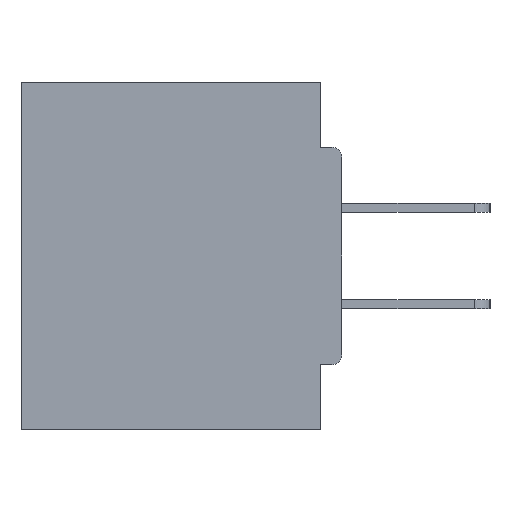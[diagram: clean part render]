
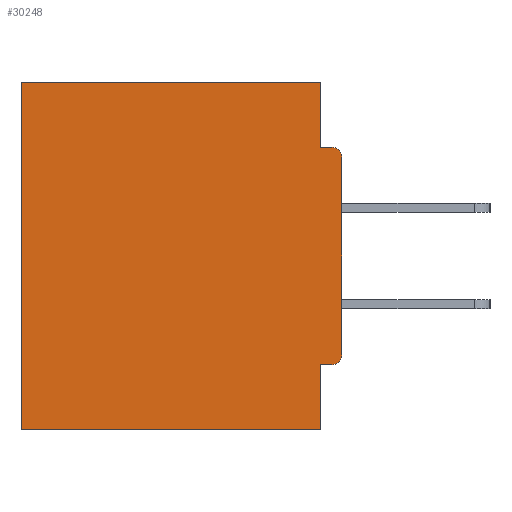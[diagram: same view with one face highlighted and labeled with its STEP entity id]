
A CAD part, left-side view. The second image highlights one B-rep face of the part: STEP entity #30248.
In plain terms, the highlighted planar face has unit normal (-1, 0, 0).
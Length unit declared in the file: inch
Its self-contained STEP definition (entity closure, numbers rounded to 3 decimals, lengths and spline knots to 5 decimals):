
#610 = CARTESIAN_POINT ( 'NONE',  ( 0.298, 0., 0. ) ) ;
#760 = VERTEX_POINT ( 'NONE', #27744 ) ;
#995 = DIRECTION ( 'NONE',  ( 0., 0., -1. ) ) ;
#1084 = DIRECTION ( 'NONE',  ( 0., 1., 0. ) ) ;
#1293 = CARTESIAN_POINT ( 'NONE',  ( 0.298, 0.031, -0.0935 ) ) ;
#1730 = DIRECTION ( 'NONE',  ( 0., 1., 0. ) ) ;
#3811 = VERTEX_POINT ( 'NONE', #26300 ) ;
#3922 = LINE ( 'NONE', #5935, #26787 ) ;
#4629 = CARTESIAN_POINT ( 'NONE',  ( 0.298, 0.015, -0.0935 ) ) ;
#5190 = CIRCLE ( 'NONE', #9710, 0.015 ) ;
#5371 = DIRECTION ( 'NONE',  ( -1., 0., 0. ) ) ;
#5935 = CARTESIAN_POINT ( 'NONE',  ( 0.298, 0., -0.4065 ) ) ;
#8220 = EDGE_LOOP ( 'NONE', ( #20130, #11630, #19366, #19549, #29273, #23184, #24306, #27499, #20512, #21048 ) ) ;
#9148 = VERTEX_POINT ( 'NONE', #10955 ) ;
#9243 = VERTEX_POINT ( 'NONE', #28030 ) ;
#9452 = EDGE_CURVE ( 'NONE', #3811, #29378, #13237, .T. ) ;
#9699 = AXIS2_PLACEMENT_3D ( 'NONE', #610, #10636, #25132 ) ;
#9700 = EDGE_CURVE ( 'NONE', #25306, #9243, #28876, .T. ) ;
#9710 = AXIS2_PLACEMENT_3D ( 'NONE', #26971, #5371, #24847 ) ;
#9859 = VECTOR ( 'NONE', #22734, 39.37008 ) ;
#10067 = EDGE_CURVE ( 'NONE', #25306, #3811, #3922, .T. ) ;
#10424 = PLANE ( 'NONE',  #9699 ) ;
#10535 = VECTOR ( 'NONE', #995, 39.37008 ) ;
#10609 = EDGE_CURVE ( 'NONE', #760, #15604, #17642, .T. ) ;
#10636 = DIRECTION ( 'NONE',  ( 1., 0., 0. ) ) ;
#10955 = CARTESIAN_POINT ( 'NONE',  ( 0.298, 0.46, 0. ) ) ;
#11240 = CARTESIAN_POINT ( 'NONE',  ( 0.298, 0.015, -0.4065 ) ) ;
#11630 = ORIENTED_EDGE ( 'NONE', *, *, #26818, .F. ) ;
#11960 = VERTEX_POINT ( 'NONE', #23719 ) ;
#12159 = EDGE_CURVE ( 'NONE', #29378, #17791, #21318, .T. ) ;
#13136 = VECTOR ( 'NONE', #14794, 39.37008 ) ;
#13237 = LINE ( 'NONE', #20338, #10535 ) ;
#13476 = EDGE_CURVE ( 'NONE', #11960, #9243, #20139, .T. ) ;
#14276 = EDGE_CURVE ( 'NONE', #760, #9148, #14359, .T. ) ;
#14359 = LINE ( 'NONE', #28633, #17418 ) ;
#14590 = CARTESIAN_POINT ( 'NONE',  ( 0.298, 0., -0.0935 ) ) ;
#14794 = DIRECTION ( 'NONE',  ( 0., -1., 0. ) ) ;
#15604 = VERTEX_POINT ( 'NONE', #1293 ) ;
#16300 = EDGE_CURVE ( 'NONE', #11960, #27611, #5190, .T. ) ;
#16686 = VECTOR ( 'NONE', #23356, 39.37008 ) ;
#17418 = VECTOR ( 'NONE', #1730, 39.37008 ) ;
#17639 = CARTESIAN_POINT ( 'NONE',  ( 0.298, 0., 0. ) ) ;
#17642 = LINE ( 'NONE', #22643, #21052 ) ;
#17791 = VERTEX_POINT ( 'NONE', #20434 ) ;
#18586 = CARTESIAN_POINT ( 'NONE',  ( 0.298, 0.46, 0. ) ) ;
#19366 = ORIENTED_EDGE ( 'NONE', *, *, #10609, .F. ) ;
#19549 = ORIENTED_EDGE ( 'NONE', *, *, #14276, .T. ) ;
#19932 = CARTESIAN_POINT ( 'NONE',  ( 0.298, 0.031, -0.5 ) ) ;
#20130 = ORIENTED_EDGE ( 'NONE', *, *, #16300, .T. ) ;
#20139 = LINE ( 'NONE', #17639, #28510 ) ;
#20338 = CARTESIAN_POINT ( 'NONE',  ( 0.298, 0.031, -0.5 ) ) ;
#20434 = CARTESIAN_POINT ( 'NONE',  ( 0.298, 0.46, -0.5 ) ) ;
#20512 = ORIENTED_EDGE ( 'NONE', *, *, #9700, .T. ) ;
#21048 = ORIENTED_EDGE ( 'NONE', *, *, #13476, .F. ) ;
#21052 = VECTOR ( 'NONE', #27510, 39.37008 ) ;
#21318 = LINE ( 'NONE', #24939, #9859 ) ;
#22234 = AXIS2_PLACEMENT_3D ( 'NONE', #26264, #28758, #28556 ) ;
#22408 = DIRECTION ( 'NONE',  ( 0., 0., -1. ) ) ;
#22643 = CARTESIAN_POINT ( 'NONE',  ( 0.298, 0.031, -0.5 ) ) ;
#22734 = DIRECTION ( 'NONE',  ( 0., 1., 0. ) ) ;
#23133 = LINE ( 'NONE', #18586, #16686 ) ;
#23184 = ORIENTED_EDGE ( 'NONE', *, *, #12159, .F. ) ;
#23356 = DIRECTION ( 'NONE',  ( 0., 0., -1. ) ) ;
#23719 = CARTESIAN_POINT ( 'NONE',  ( 0.298, 0., -0.1085 ) ) ;
#24306 = ORIENTED_EDGE ( 'NONE', *, *, #9452, .F. ) ;
#24847 = DIRECTION ( 'NONE',  ( 0., 0., -1. ) ) ;
#24939 = CARTESIAN_POINT ( 'NONE',  ( 0.298, 0., -0.5 ) ) ;
#25132 = DIRECTION ( 'NONE',  ( 0., 0., -1. ) ) ;
#25306 = VERTEX_POINT ( 'NONE', #11240 ) ;
#26084 = LINE ( 'NONE', #14590, #13136 ) ;
#26264 = CARTESIAN_POINT ( 'NONE',  ( 0.298, 0.015, -0.3915 ) ) ;
#26300 = CARTESIAN_POINT ( 'NONE',  ( 0.298, 0.031, -0.4065 ) ) ;
#26787 = VECTOR ( 'NONE', #1084, 39.37008 ) ;
#26818 = EDGE_CURVE ( 'NONE', #15604, #27611, #26084, .T. ) ;
#26971 = CARTESIAN_POINT ( 'NONE',  ( 0.298, 0.015, -0.1085 ) ) ;
#27499 = ORIENTED_EDGE ( 'NONE', *, *, #10067, .F. ) ;
#27510 = DIRECTION ( 'NONE',  ( 0., 0., -1. ) ) ;
#27611 = VERTEX_POINT ( 'NONE', #4629 ) ;
#27744 = CARTESIAN_POINT ( 'NONE',  ( 0.298, 0.031, 0. ) ) ;
#28030 = CARTESIAN_POINT ( 'NONE',  ( 0.298, 0., -0.3915 ) ) ;
#28510 = VECTOR ( 'NONE', #22408, 39.37008 ) ;
#28556 = DIRECTION ( 'NONE',  ( 0., 0., -1. ) ) ;
#28633 = CARTESIAN_POINT ( 'NONE',  ( 0.298, 0., 0. ) ) ;
#28715 = EDGE_CURVE ( 'NONE', #9148, #17791, #23133, .T. ) ;
#28758 = DIRECTION ( 'NONE',  ( -1., 0., 0. ) ) ;
#28876 = CIRCLE ( 'NONE', #22234, 0.015 ) ;
#29273 = ORIENTED_EDGE ( 'NONE', *, *, #28715, .T. ) ;
#29378 = VERTEX_POINT ( 'NONE', #19932 ) ;
#29942 = FACE_OUTER_BOUND ( 'NONE', #8220, .T. ) ;
#30248 = ADVANCED_FACE ( 'NONE', ( #29942 ), #10424, .F. ) ;
